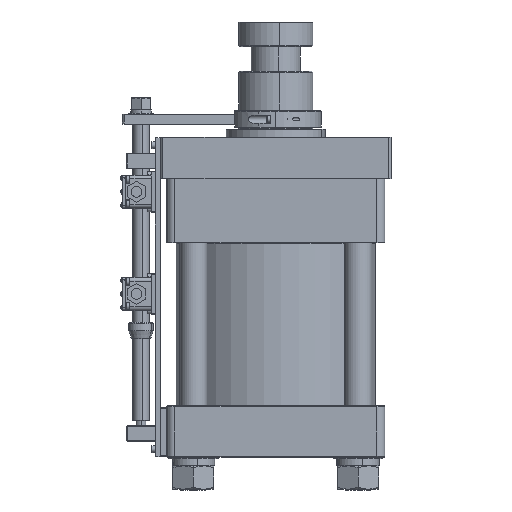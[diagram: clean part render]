
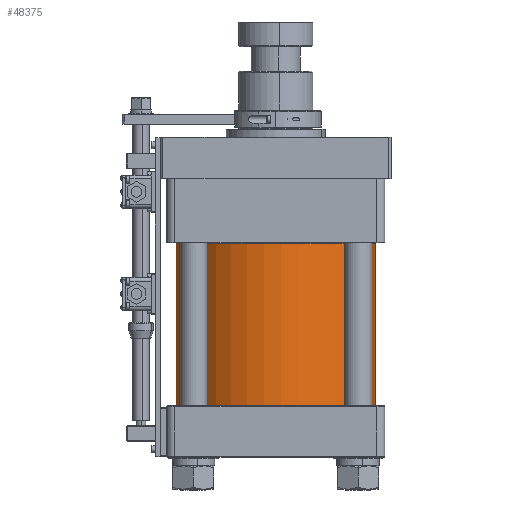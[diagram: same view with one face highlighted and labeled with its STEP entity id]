
A CAD part, left-side view. The second image highlights one B-rep face of the part: STEP entity #48375.
In plain terms, the highlighted cylindrical face has radius 121 mm (diameter 242 mm), a partial arc.
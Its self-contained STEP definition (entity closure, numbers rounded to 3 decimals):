
#42427 = CARTESIAN_POINT ( 'NONE',  ( 6558.127, -17369.164, -121. ) ) ;
#42498 = DIRECTION ( 'NONE',  ( -1., 0., 0. ) ) ;
#42499 = VECTOR ( 'NONE', #42498, 1000. ) ;
#42501 = CARTESIAN_POINT ( 'NONE',  ( 6352.458, -17369.164, 121. ) ) ;
#42502 = LINE ( 'NONE', #42501, #42499 ) ;
#42537 = AXIS2_PLACEMENT_3D ( 'NONE', #42539, #42538, #42591 ) ;
#42538 = DIRECTION ( 'NONE',  ( -1., 0., 0. ) ) ;
#42539 = CARTESIAN_POINT ( 'NONE',  ( 6352.458, -17369.164, 0. ) ) ;
#42542 = FACE_OUTER_BOUND ( 'NONE', #48268, .T. ) ;
#42543 = DIRECTION ( 'NONE',  ( 0., 0., 1. ) ) ;
#42544 = DIRECTION ( 'NONE',  ( -1., 0., 0. ) ) ;
#42545 = CARTESIAN_POINT ( 'NONE',  ( 6558.127, -17369.164, 0. ) ) ;
#42546 = AXIS2_PLACEMENT_3D ( 'NONE', #42545, #42544, #42543 ) ;
#42560 = CIRCLE ( 'NONE', #42546, 121. ) ;
#42562 = CYLINDRICAL_SURFACE ( 'NONE', #42537, 121. ) ;
#42570 = CARTESIAN_POINT ( 'NONE',  ( 6361.127, -17369.164, -121. ) ) ;
#42571 = DIRECTION ( 'NONE',  ( -1., 0., 0. ) ) ;
#42572 = VECTOR ( 'NONE', #42571, 1000. ) ;
#42573 = CARTESIAN_POINT ( 'NONE',  ( 6352.458, -17369.164, -121. ) ) ;
#42574 = LINE ( 'NONE', #42573, #42572 ) ;
#42576 = DIRECTION ( 'NONE',  ( 0., 0., 1. ) ) ;
#42577 = DIRECTION ( 'NONE',  ( -1., 0., 0. ) ) ;
#42578 = CARTESIAN_POINT ( 'NONE',  ( 6361.127, -17369.164, 0. ) ) ;
#42579 = AXIS2_PLACEMENT_3D ( 'NONE', #42578, #42577, #42576 ) ;
#42590 = CARTESIAN_POINT ( 'NONE',  ( 6361.127, -17369.164, 121. ) ) ;
#42591 = DIRECTION ( 'NONE',  ( 0., 0., 1. ) ) ;
#42595 = CIRCLE ( 'NONE', #42579, 121. ) ;
#42631 = CARTESIAN_POINT ( 'NONE',  ( 6558.127, -17369.164, 121. ) ) ;
#48198 = ORIENTED_EDGE ( 'NONE', *, *, #48341, .F. ) ;
#48268 = EDGE_LOOP ( 'NONE', ( #48381, #48323, #48339, #48198 ) ) ;
#48283 = VERTEX_POINT ( 'NONE', #42427 ) ;
#48323 = ORIENTED_EDGE ( 'NONE', *, *, #48384, .T. ) ;
#48339 = ORIENTED_EDGE ( 'NONE', *, *, #48383, .F. ) ;
#48341 = EDGE_CURVE ( 'NONE', #48402, #48382, #42502, .T. ) ;
#48361 = EDGE_CURVE ( 'NONE', #48402, #48283, #42560, .T. ) ;
#48375 = ADVANCED_FACE ( 'NONE', ( #42542 ), #42562, .T. ) ;
#48381 = ORIENTED_EDGE ( 'NONE', *, *, #48361, .T. ) ;
#48382 = VERTEX_POINT ( 'NONE', #42590 ) ;
#48383 = EDGE_CURVE ( 'NONE', #48382, #48398, #42595, .T. ) ;
#48384 = EDGE_CURVE ( 'NONE', #48283, #48398, #42574, .T. ) ;
#48398 = VERTEX_POINT ( 'NONE', #42570 ) ;
#48402 = VERTEX_POINT ( 'NONE', #42631 ) ;
